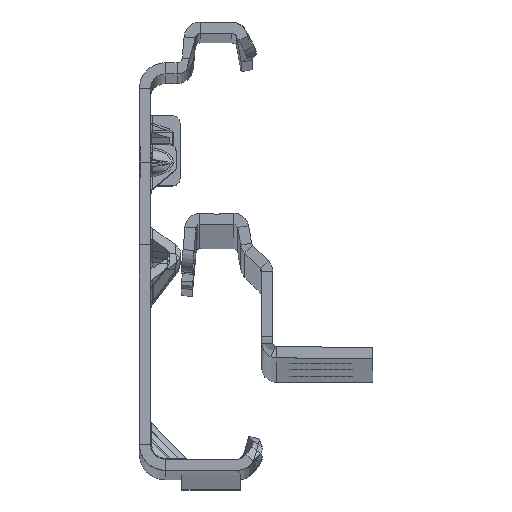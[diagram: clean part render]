
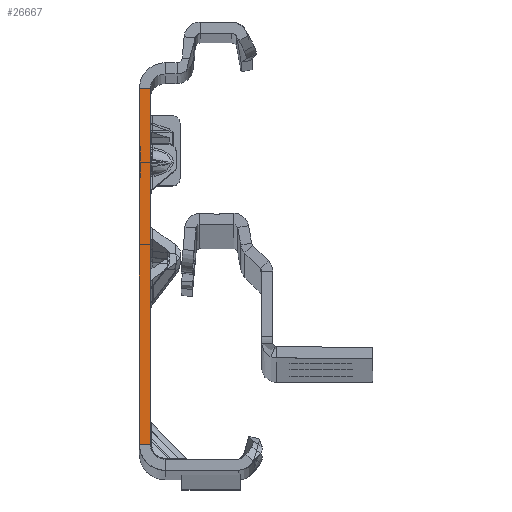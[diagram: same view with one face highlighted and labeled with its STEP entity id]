
A CAD part, top view. The second image highlights one B-rep face of the part: STEP entity #26667.
In plain terms, the highlighted planar face has unit normal (0, 0, 1).
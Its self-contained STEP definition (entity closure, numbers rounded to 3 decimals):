
#535 = PLANE ( 'NONE',  #20113 ) ;
#3015 = VECTOR ( 'NONE', #19370, 1000. ) ;
#4420 = LINE ( 'NONE', #38892, #3015 ) ;
#5204 = ORIENTED_EDGE ( 'NONE', *, *, #22085, .F. ) ;
#5526 = CARTESIAN_POINT ( 'NONE',  ( 0., -27.865, 0. ) ) ;
#9965 = ORIENTED_EDGE ( 'NONE', *, *, #44764, .T. ) ;
#10835 = VERTEX_POINT ( 'NONE', #29115 ) ;
#13111 = VECTOR ( 'NONE', #36072, 1000. ) ;
#15023 = LINE ( 'NONE', #30179, #26510 ) ;
#15480 = DIRECTION ( 'NONE',  ( 1., 0., 0. ) ) ;
#18758 = EDGE_LOOP ( 'NONE', ( #44615, #9965, #32412, #5204 ) ) ;
#19370 = DIRECTION ( 'NONE',  ( -1., 0., 0. ) ) ;
#20113 = AXIS2_PLACEMENT_3D ( 'NONE', #26068, #48179, #15480 ) ;
#20255 = EDGE_CURVE ( 'NONE', #21453, #33883, #35356, .T. ) ;
#21453 = VERTEX_POINT ( 'NONE', #31833 ) ;
#22085 = EDGE_CURVE ( 'NONE', #33883, #10835, #15023, .T. ) ;
#23731 = CARTESIAN_POINT ( 'NONE',  ( -1.5, 22.135, 0. ) ) ;
#26068 = CARTESIAN_POINT ( 'NONE',  ( -1.5, -27.865, 0. ) ) ;
#26293 = FACE_OUTER_BOUND ( 'NONE', #18758, .T. ) ;
#26510 = VECTOR ( 'NONE', #29955, 1000. ) ;
#26667 = ADVANCED_FACE ( 'NONE', ( #26293 ), #535, .T. ) ;
#28892 = DIRECTION ( 'NONE',  ( 0., -1., 0. ) ) ;
#29115 = CARTESIAN_POINT ( 'NONE',  ( -1.5, -25.865, 0. ) ) ;
#29955 = DIRECTION ( 'NONE',  ( -1., 0., 0. ) ) ;
#30179 = CARTESIAN_POINT ( 'NONE',  ( 0., -25.865, 0. ) ) ;
#31653 = CARTESIAN_POINT ( 'NONE',  ( 0., -25.865, 0. ) ) ;
#31833 = CARTESIAN_POINT ( 'NONE',  ( 0., 22.135, 0. ) ) ;
#32412 = ORIENTED_EDGE ( 'NONE', *, *, #38590, .T. ) ;
#32515 = CARTESIAN_POINT ( 'NONE',  ( -1.5, -27.865, 0. ) ) ;
#33883 = VERTEX_POINT ( 'NONE', #31653 ) ;
#35356 = LINE ( 'NONE', #5526, #13111 ) ;
#36072 = DIRECTION ( 'NONE',  ( 0., -1., 0. ) ) ;
#36518 = VECTOR ( 'NONE', #28892, 1000. ) ;
#38590 = EDGE_CURVE ( 'NONE', #45416, #10835, #48340, .T. ) ;
#38892 = CARTESIAN_POINT ( 'NONE',  ( 0., 22.135, 0. ) ) ;
#44615 = ORIENTED_EDGE ( 'NONE', *, *, #20255, .F. ) ;
#44764 = EDGE_CURVE ( 'NONE', #21453, #45416, #4420, .T. ) ;
#45416 = VERTEX_POINT ( 'NONE', #23731 ) ;
#48179 = DIRECTION ( 'NONE',  ( 0., 0., 1. ) ) ;
#48340 = LINE ( 'NONE', #32515, #36518 ) ;
